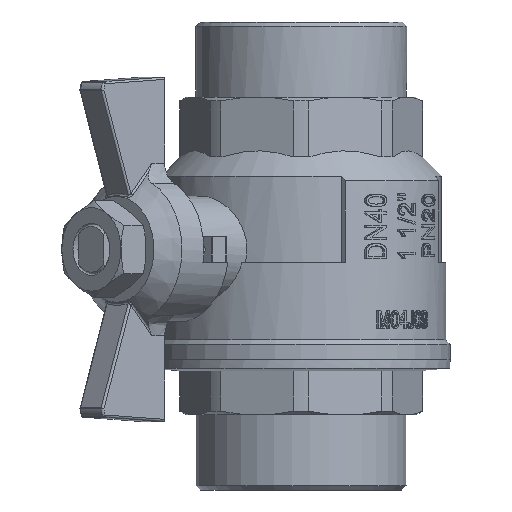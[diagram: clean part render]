
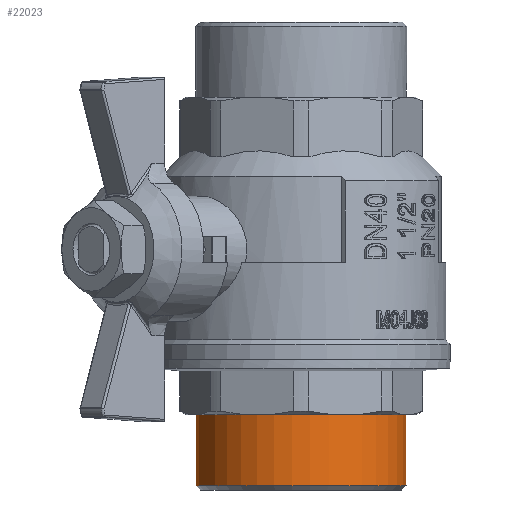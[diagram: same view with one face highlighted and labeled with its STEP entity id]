
A CAD part, front view. The second image highlights one B-rep face of the part: STEP entity #22023.
In plain terms, the highlighted cylindrical face has radius 23.901 mm (diameter 47.803 mm), a full revolution.
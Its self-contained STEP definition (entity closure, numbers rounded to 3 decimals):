
#6047=ORIENTED_EDGE('',*,*,#12901,.T.);
#6048=ORIENTED_EDGE('',*,*,#12863,.T.);
#12863=EDGE_CURVE('',#16337,#16337,#18654,.T.);
#12901=EDGE_CURVE('',#16352,#16352,#18662,.T.);
#16337=VERTEX_POINT('',#43356);
#16352=VERTEX_POINT('',#43769);
#18654=CIRCLE('',#31593,23.902);
#18662=CIRCLE('',#31625,23.902);
#19091=EDGE_LOOP('',(#6047));
#19092=EDGE_LOOP('',(#6048));
#20510=FACE_BOUND('',#19091,.T.);
#20511=FACE_BOUND('',#19092,.T.);
#21846=CYLINDRICAL_SURFACE('',#31624,23.902);
#22023=ADVANCED_FACE('',(#20510,#20511),#21846,.T.);
#31593=AXIS2_PLACEMENT_3D('',#43355,#35057,#35058);
#31624=AXIS2_PLACEMENT_3D('',#43767,#35135,#35136);
#31625=AXIS2_PLACEMENT_3D('',#43768,#35137,#35138);
#35057=DIRECTION('',(0.,0.,-1.));
#35058=DIRECTION('',(-1.,0.,0.));
#35135=DIRECTION('',(0.,0.,-1.));
#35136=DIRECTION('',(-1.,0.,0.));
#35137=DIRECTION('',(0.,0.,1.));
#35138=DIRECTION('',(1.,0.,0.));
#43355=CARTESIAN_POINT('',(0.,0.,-15.));
#43356=CARTESIAN_POINT('',(-23.902,0.,-15.));
#43767=CARTESIAN_POINT('',(0.,0.,-15.));
#43768=CARTESIAN_POINT('',(0.,0.,-31.));
#43769=CARTESIAN_POINT('',(23.902,0.,-31.));
